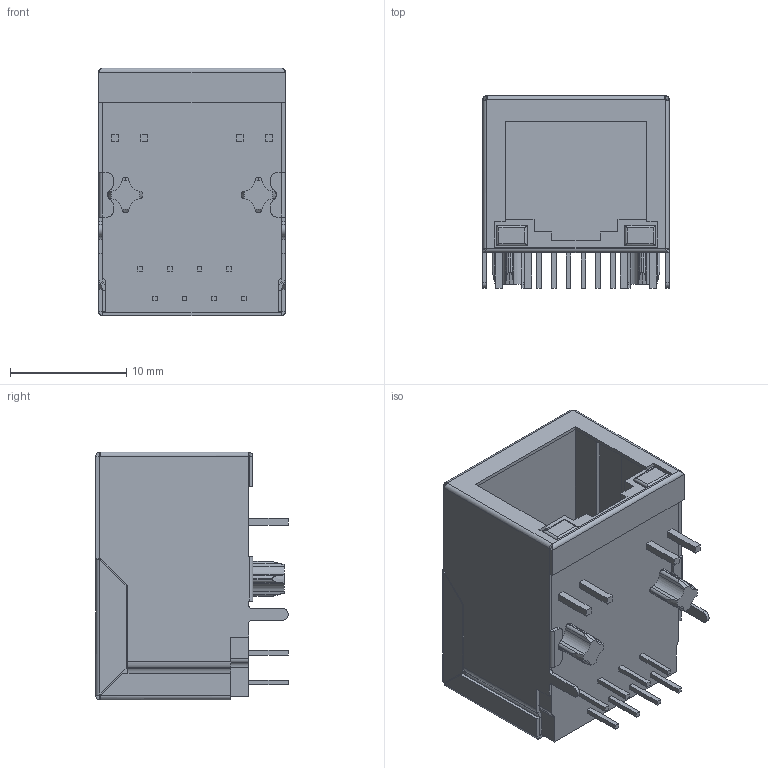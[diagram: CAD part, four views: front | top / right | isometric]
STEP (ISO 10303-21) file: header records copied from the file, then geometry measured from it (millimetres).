
FILE_DESCRIPTION (( 'STEP AP214' ), '1' );
FILE_NAME ('HR913129A.STEP', '2021-10-26T15:20:32', ( '' ), ( '' ), 'SwSTEP 2.0', 'SolidWorks 2017', '' );
FILE_SCHEMA (( 'AUTOMOTIVE_DESIGN' ));
Length unit declared in the file: millimetre
Products named in the file (1): HR913129A
Bounding box: 16.04 x 16.55 x 21.3 mm (x, y, z)
Volume: 3324.9 mm3; surface area: 4674.9 mm2
Topology: 16 solids, 16 shells, 395 faces, 942 edges, 584 vertices
Faces by surface type: plane 275, cylinder 92, bspline 18, cone 10
Entity records: 11669 total; most frequent: CARTESIAN_POINT 2574, ORIENTED_EDGE 1884, DIRECTION 1718, EDGE_CURVE 942, LINE 694, VECTOR 694, VERTEX_POINT 584, AXIS2_PLACEMENT_3D 512
